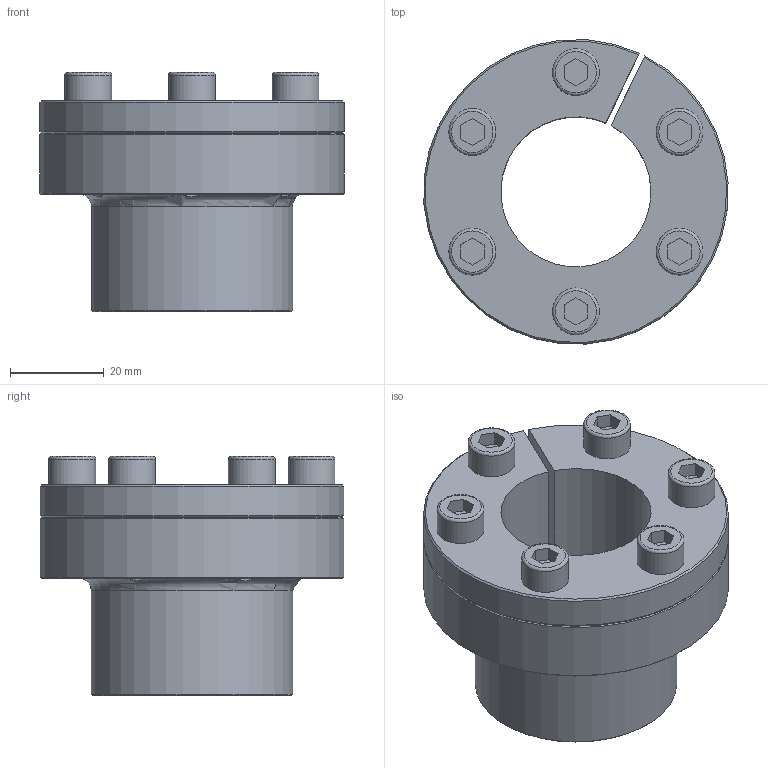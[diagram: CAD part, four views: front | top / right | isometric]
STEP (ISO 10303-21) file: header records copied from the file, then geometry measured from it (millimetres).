
FILE_DESCRIPTION(/* description */ (''),/* implementation_level */ '2;1');
FILE_NAME(/* name */ 'OBC 32x43x45 B.stp',/* time_stamp */ '2018-10-11T09:13:39+04:00',/* author */ ('ASUS'),/* organization */ ('TraceParts S.A.'),/* preprocessor_version */ 'ST-DEVELOPER v16.13',/* originating_system */ 'Autodesk Inventor 2018',/* authorisation */ '');
FILE_SCHEMA (('AUTOMOTIVE_DESIGN { 1 0 10303 214 3 1 1 }'));
Length unit declared in the file: millimetre
Products named in the file (1): locks_cl32x43t
Bounding box: 64.83 x 64.81 x 51 mm (x, y, z)
Volume: 59889.9 mm3; surface area: 24511 mm2
Topology: 1 solids, 1 shells, 110 faces, 294 edges, 192 vertices
Faces by surface type: plane 64, cylinder 23, cone 15, torus 8
Full cylindrical faces by diameter (mm): 6 x12, 10 x6
Entity records: 3481 total; most frequent: CARTESIAN_POINT 691, DIRECTION 548, ORIENTED_EDGE 504, EDGE_CURVE 252, AXIS2_PLACEMENT_3D 199, VERTEX_POINT 180, EDGE_LOOP 160, LINE 150
